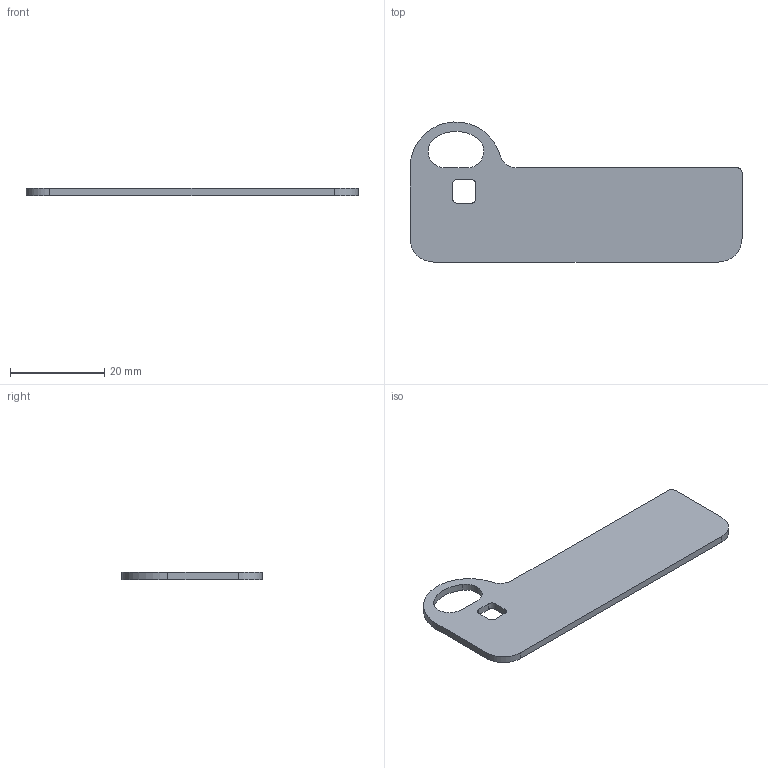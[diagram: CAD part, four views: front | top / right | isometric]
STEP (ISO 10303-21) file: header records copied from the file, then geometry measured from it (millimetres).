
FILE_DESCRIPTION(/* description */ (''),/* implementation_level */ '2;1');
FILE_NAME(/* name */ '4022.680.70731.stp',/* time_stamp */ '2020-08-13T11:12:54-04:00',/* author */ (''),/* organization */ (''),/* preprocessor_version */ 'ST-DEVELOPER v16.7',/* originating_system */ 'SIEMENS PLM Software NX 1867',/* authorisation */ '');
FILE_SCHEMA (('AUTOMOTIVE_DESIGN { 1 0 10303 214 3 1 1 1 }'));
Length unit declared in the file: millimetre
Products named in the file (1): 4022.680.70731-3D--AB
Bounding box: 70.5 x 29.74 x 1.5 mm (x, y, z)
Volume: 2175.2 mm3; surface area: 3255.1 mm2
Topology: 1 solids, 1 shells, 23 faces, 63 edges, 42 vertices
Faces by surface type: cylinder 12, plane 11
Entity records: 773 total; most frequent: DIRECTION 135, CARTESIAN_POINT 129, ORIENTED_EDGE 126, EDGE_CURVE 63, AXIS2_PLACEMENT_3D 48, VERTEX_POINT 42, LINE 39, VECTOR 39
